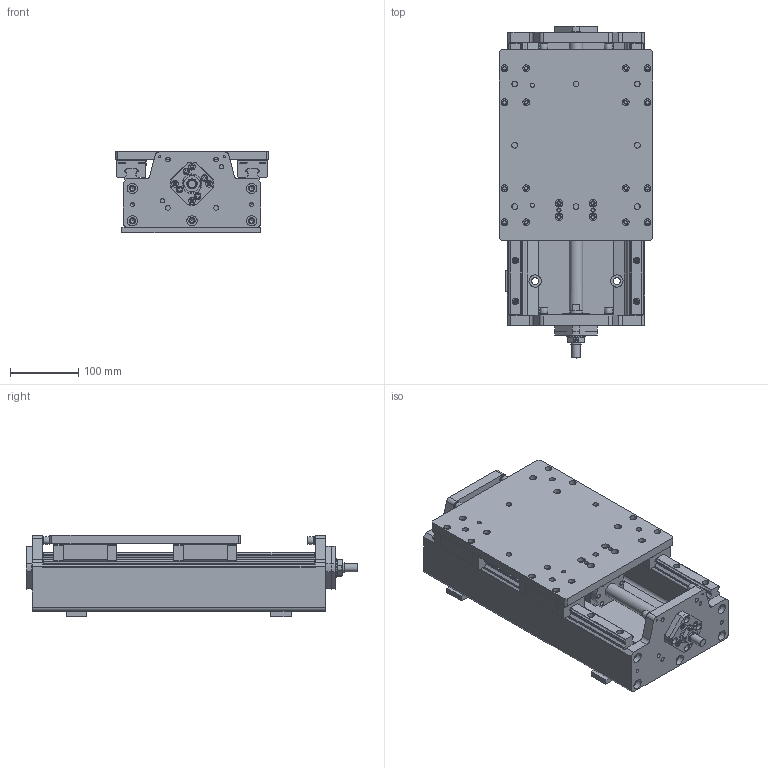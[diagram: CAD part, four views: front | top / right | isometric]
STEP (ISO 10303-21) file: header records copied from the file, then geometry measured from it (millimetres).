
FILE_DESCRIPTION((''),'2;1');
FILE_NAME('KK-HD-225-20-20XX-0400.stp','2009-03-21T11:27:34',('kurt'),(''),'Autodesk Inventor 2008','Autodesk Inventor 2008','');
FILE_SCHEMA(('AUTOMOTIVE_DESIGN { 1 0 10303 214 1 1 1 1 }'));
Length unit declared in the file: millimetre
Products named in the file (1): Part231
Bounding box: 225 x 487 x 120 mm (x, y, z)
Volume: 4870570.8 mm3; surface area: 658753.8 mm2
Topology: 1 solids, 19 shells, 2298 faces, 6131 edges, 4042 vertices
Faces by surface type: plane 1531, cylinder 405, bspline 247, cone 99, torus 16
Full cylindrical faces by diameter (mm): 2.459 x4, 3 x5, 3.5 x4, 4.134 x22, 4.917 x10, 5 x16, 5.5 x28, 6 x28, 6.6 x14, 6.647 x10, 7.5 x4, 8.376 x8, 9 x10, 9.5 x26, 10 x16, 10.106 x4, 11 x12, 12 x1, 14.3 x1, 15 x14, 18 x5, 20 x2, 20.44 x4, 20.5 x1, 20.733 x2, 21 x1, 26.56 x4, 28 x2, 30.8 x2, 32 x1
Entity records: 76083 total; most frequent: CARTESIAN_POINT 19043, ORIENTED_EDGE 11364, DIRECTION 10252, EDGE_CURVE 5682, VECTOR 4176, LINE 4176, VERTEX_POINT 3944, AXIS2_PLACEMENT_3D 3038
